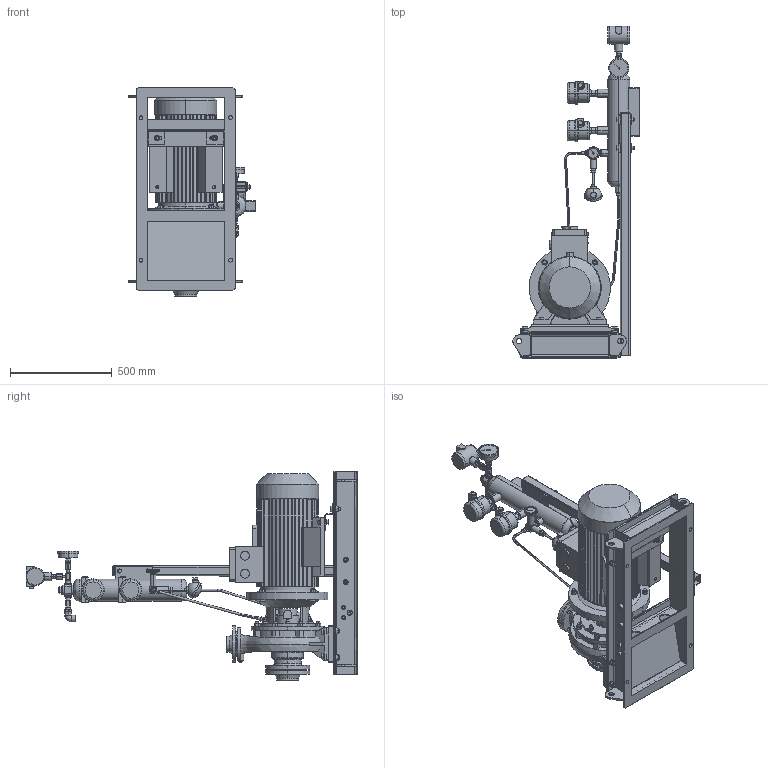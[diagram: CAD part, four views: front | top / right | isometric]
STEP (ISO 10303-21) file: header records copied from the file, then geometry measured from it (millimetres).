
FILE_DESCRIPTION (( 'STEP AP203' ), '1' );
FILE_NAME ('221-217-55Ò-ÐÑ2-17-02.step', '2023-07-26T15:19:30', ( 'adb' ), ( '' ), 'SwSTEP 2.0', 'SolidWorks 2016', '' );
FILE_SCHEMA (( 'CONFIG_CONTROL_DESIGN' ));
Products named in the file (1): 221-217-55Ò-ÐÑ2-17-02
Bounding box: 620.8 x 1630.5 x 1030 mm (x, y, z)
Volume: 73200541.1 mm3; surface area: 6613473.8 mm2
Topology: 32 solids, 54 shells, 3439 faces, 8687 edges, 5591 vertices
Faces by surface type: plane 1768, cylinder 1245, cone 312, torus 63, bspline 41, sphere 10
Entity records: 120118 total; most frequent: CARTESIAN_POINT 36554, DIRECTION 17585, ORIENTED_EDGE 17342, EDGE_CURVE 8671, AXIS2_PLACEMENT_3D 6656, VERTEX_POINT 5585, LINE 4273, VECTOR 4273
